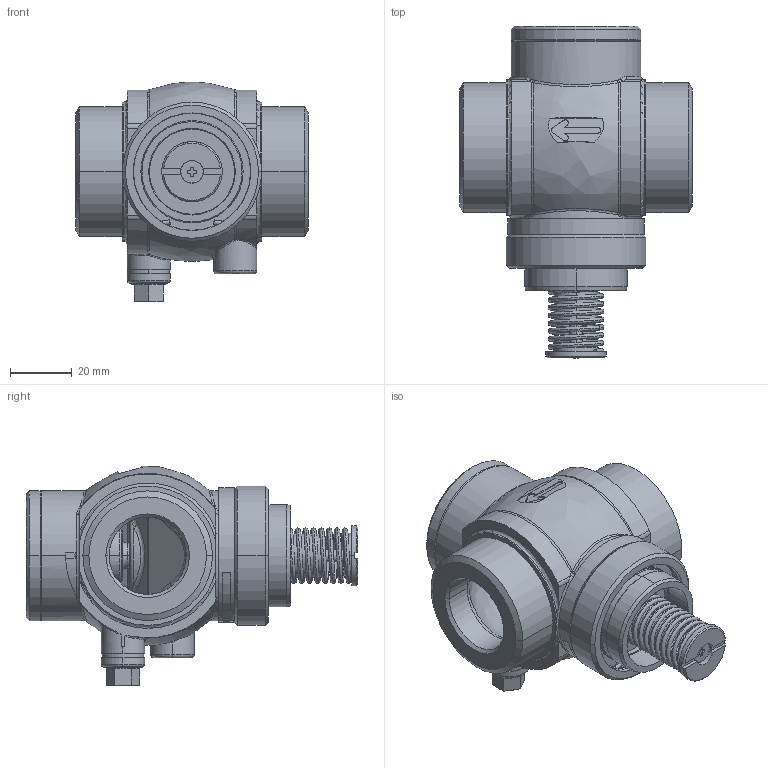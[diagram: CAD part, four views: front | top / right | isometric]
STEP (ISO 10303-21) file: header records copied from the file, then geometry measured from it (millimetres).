
FILE_DESCRIPTION((''),'2;1');
FILE_NAME('065B0793','2010-01-04T',('u243613'),('Danfoss Trata d.o.o.'),'PRO/ENGINEER BY PARAMETRIC TECHNOLOGY CORPORATION, 2009230','PRO/ENGINEER BY PARAMETRIC TECHNOLOGY CORPORATION, 2009230','');
FILE_SCHEMA(('CONFIG_CONTROL_DESIGN'));
Length unit declared in the file: millimetre
Products named in the file (1): 065B0793
Bounding box: 75 x 107.25 x 70.89 mm (x, y, z)
Volume: 113881.7 mm3; surface area: 52307.4 mm2
Topology: 3 solids, 3 shells, 642 faces, 1494 edges, 895 vertices
Faces by surface type: cylinder 188, plane 184, cone 103, bspline 99, torus 56, sphere 12
Entity records: 31759 total; most frequent: CARTESIAN_POINT 17659, ORIENTED_EDGE 2980, DIRECTION 2893, EDGE_CURVE 1490, AXIS2_PLACEMENT_3D 1184, VERTEX_POINT 895, EDGE_LOOP 699, FACE_OUTER_BOUND 642
